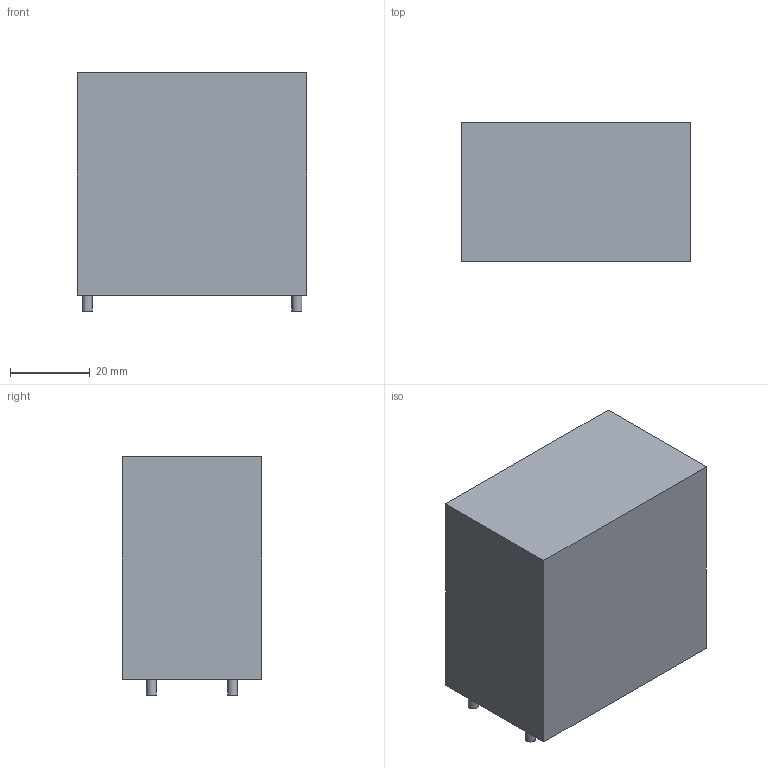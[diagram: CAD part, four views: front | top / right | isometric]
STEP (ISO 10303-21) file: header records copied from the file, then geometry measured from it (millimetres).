
FILE_DESCRIPTION(('FreeCAD Model'),'2;1');
FILE_NAME('Cube_sp.step', '2017-10-05T13:45:00',('kicad StepUp'),('ksu MCAD'), 'Open CASCADE STEP processor 6.8','FreeCAD','Unknown');
FILE_SCHEMA(('AUTOMOTIVE_DESIGN_CC2 { 1 2 10303 214 -1 1 5 4 }'));
Length unit declared in the file: millimetre
Products named in the file (2): ASSEMBLY; Cube_sp
Assembly tree (1 placements, depth 2):
  ASSEMBLY
    Cube_sp
Bounding box: 57.5 x 34.8 x 59.6 mm (x, y, z)
Volume: 111334.1 mm3; surface area: 14391.4 mm2
Topology: 1 solids, 1 shells, 14 faces, 24 edges, 16 vertices
Faces by surface type: plane 10, cylinder 4
Full cylindrical faces by diameter (mm): 2.5 x4
Entity records: 465 total; most frequent: DIRECTION 64, CARTESIAN_POINT 56, ORIENTED_EDGE 48, AXIS2_PLACEMENT_3D 24, EDGE_CURVE 24, FACE_BOUND 18, EDGE_LOOP 18, VERTEX_POINT 16
